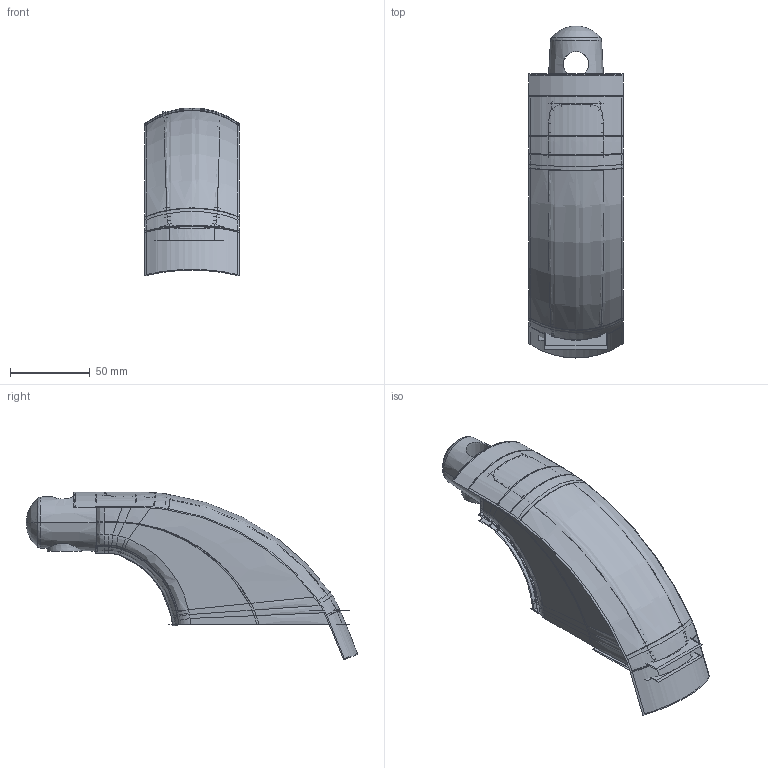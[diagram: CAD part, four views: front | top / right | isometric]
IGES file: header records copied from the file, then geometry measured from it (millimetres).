
Start section:  PTC IGES file: 635-648332.igs
Global section: file name: 635-648332.igs; native system: Pro/ENGINEER by Parametric Technology Corporation; preprocessor: 2005310; author: RCRU28; organization: Unknown; date: 070613.102929; units: millimetre
Bounding box: 59.22 x 208.56 x 105.6 mm (x, y, z)
Surface area: 112240.3 mm2 (no closed solid volume)
Topology: 0 solids, 0 shells, 290 faces, 1738 edges, 1921 vertices
Faces by surface type: bspline 205, revolution 85
